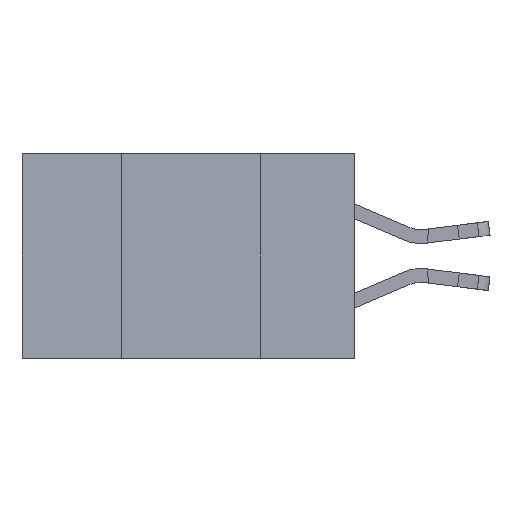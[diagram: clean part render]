
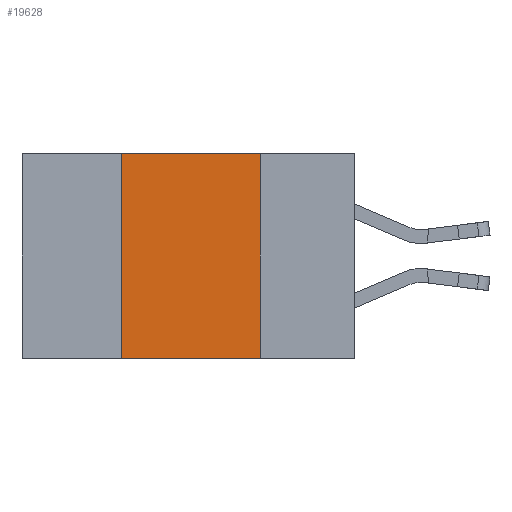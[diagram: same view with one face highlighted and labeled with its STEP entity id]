
A CAD part, left-side view. The second image highlights one B-rep face of the part: STEP entity #19628.
In plain terms, the highlighted planar face has unit normal (-1, 0, 0).
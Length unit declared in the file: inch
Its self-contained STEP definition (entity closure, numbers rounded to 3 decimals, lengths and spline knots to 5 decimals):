
#216 = LINE ( 'NONE', #6317, #17277 ) ;
#391 = PLANE ( 'NONE',  #7710 ) ;
#1847 = VERTEX_POINT ( 'NONE', #12312 ) ;
#2083 = VECTOR ( 'NONE', #10999, 39.37008 ) ;
#2775 = ORIENTED_EDGE ( 'NONE', *, *, #14152, .F. ) ;
#3001 = VERTEX_POINT ( 'NONE', #15831 ) ;
#3965 = DIRECTION ( 'NONE',  ( 1., 0., 0. ) ) ;
#4159 = VERTEX_POINT ( 'NONE', #14233 ) ;
#5797 = CARTESIAN_POINT ( 'NONE',  ( 0., 0.42, 0. ) ) ;
#5818 = EDGE_LOOP ( 'NONE', ( #2775, #12727, #21873, #17867 ) ) ;
#6317 = CARTESIAN_POINT ( 'NONE',  ( 0., 0.6, -0.37 ) ) ;
#6799 = LINE ( 'NONE', #14481, #2083 ) ;
#7091 = LINE ( 'NONE', #5797, #15897 ) ;
#7221 = LINE ( 'NONE', #18945, #11369 ) ;
#7584 = DIRECTION ( 'NONE',  ( 0., 0., 1. ) ) ;
#7710 = AXIS2_PLACEMENT_3D ( 'NONE', #12761, #3965, #16272 ) ;
#8094 = DIRECTION ( 'NONE',  ( 0., -1., 0. ) ) ;
#10999 = DIRECTION ( 'NONE',  ( 0., 0., -1. ) ) ;
#11369 = VECTOR ( 'NONE', #15614, 39.37008 ) ;
#11787 = EDGE_CURVE ( 'NONE', #3001, #1847, #216, .T. ) ;
#12312 = CARTESIAN_POINT ( 'NONE',  ( 0., 0.17, -0.37 ) ) ;
#12727 = ORIENTED_EDGE ( 'NONE', *, *, #16772, .F. ) ;
#12761 = CARTESIAN_POINT ( 'NONE',  ( 0., 0.6, 0. ) ) ;
#12968 = EDGE_CURVE ( 'NONE', #3001, #4159, #7091, .T. ) ;
#13091 = CARTESIAN_POINT ( 'NONE',  ( 0., 0.17, 0. ) ) ;
#14152 = EDGE_CURVE ( 'NONE', #14282, #1847, #6799, .T. ) ;
#14233 = CARTESIAN_POINT ( 'NONE',  ( 0., 0.42, 0. ) ) ;
#14282 = VERTEX_POINT ( 'NONE', #13091 ) ;
#14481 = CARTESIAN_POINT ( 'NONE',  ( 0., 0.17, 0. ) ) ;
#15614 = DIRECTION ( 'NONE',  ( 0., -1., 0. ) ) ;
#15831 = CARTESIAN_POINT ( 'NONE',  ( 0., 0.42, -0.37 ) ) ;
#15897 = VECTOR ( 'NONE', #7584, 39.37008 ) ;
#15926 = FACE_OUTER_BOUND ( 'NONE', #5818, .T. ) ;
#16272 = DIRECTION ( 'NONE',  ( 0., 0., -1. ) ) ;
#16772 = EDGE_CURVE ( 'NONE', #4159, #14282, #7221, .T. ) ;
#17277 = VECTOR ( 'NONE', #8094, 39.37008 ) ;
#17867 = ORIENTED_EDGE ( 'NONE', *, *, #11787, .T. ) ;
#18945 = CARTESIAN_POINT ( 'NONE',  ( 0., 0.6, 0. ) ) ;
#19628 = ADVANCED_FACE ( 'NONE', ( #15926 ), #391, .F. ) ;
#21873 = ORIENTED_EDGE ( 'NONE', *, *, #12968, .F. ) ;
